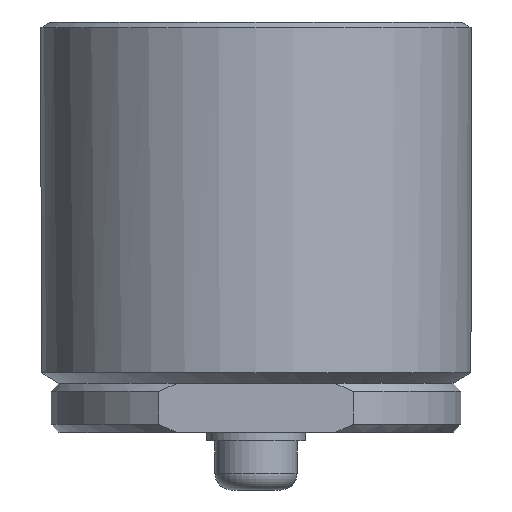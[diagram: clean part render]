
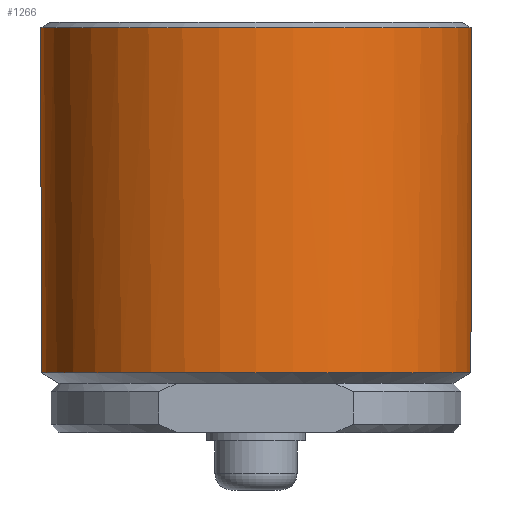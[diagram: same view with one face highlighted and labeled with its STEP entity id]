
A CAD part, left-side view. The second image highlights one B-rep face of the part: STEP entity #1266.
In plain terms, the highlighted cylindrical face has radius 13.1 mm (diameter 26.2 mm), a full revolution.
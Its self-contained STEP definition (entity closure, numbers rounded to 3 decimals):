
#25=CYLINDRICAL_SURFACE('',#1391,13.1);
#274=ORIENTED_EDGE('',*,*,#581,.F.);
#275=ORIENTED_EDGE('',*,*,#580,.T.);
#580=EDGE_CURVE('',#732,#732,#836,.T.);
#581=EDGE_CURVE('',#733,#733,#837,.T.);
#732=VERTEX_POINT('',#2048);
#733=VERTEX_POINT('',#2051);
#836=CIRCLE('',#1390,13.1);
#837=CIRCLE('',#1392,13.1);
#916=EDGE_LOOP('',(#274));
#917=EDGE_LOOP('',(#275));
#1068=FACE_BOUND('',#916,.T.);
#1069=FACE_BOUND('',#917,.T.);
#1266=ADVANCED_FACE('',(#1068,#1069),#25,.T.);
#1390=AXIS2_PLACEMENT_3D('',#2047,#1610,#1611);
#1391=AXIS2_PLACEMENT_3D('',#2049,#1612,#1613);
#1392=AXIS2_PLACEMENT_3D('',#2050,#1614,#1615);
#1610=DIRECTION('',(0.,0.,-1.));
#1611=DIRECTION('',(-1.,0.,0.));
#1612=DIRECTION('',(0.,0.,-1.));
#1613=DIRECTION('',(-1.,0.,0.));
#1614=DIRECTION('',(0.,0.,-1.));
#1615=DIRECTION('',(-1.,0.,0.));
#2047=CARTESIAN_POINT('',(0.,0.,-0.346));
#2048=CARTESIAN_POINT('',(-13.1,0.,-0.346));
#2049=CARTESIAN_POINT('',(0.,0.,-28.5));
#2050=CARTESIAN_POINT('',(0.,0.,-21.365));
#2051=CARTESIAN_POINT('',(-13.1,0.,-21.365));
